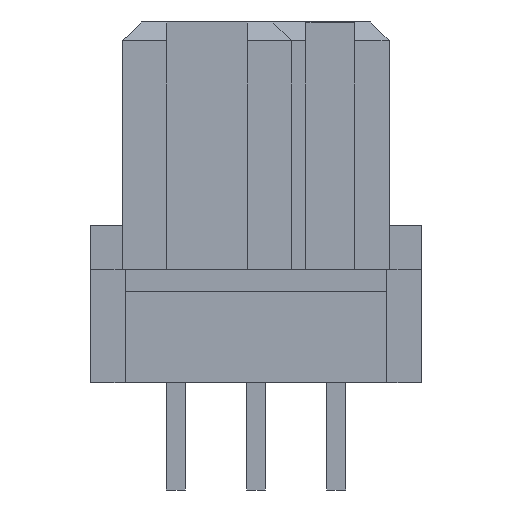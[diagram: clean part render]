
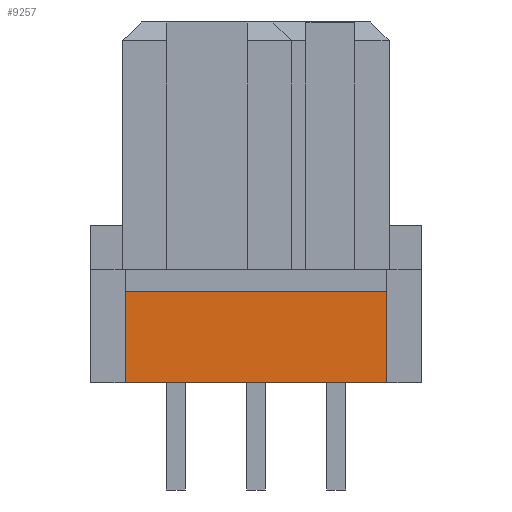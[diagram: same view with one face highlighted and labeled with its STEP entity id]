
A CAD part, front view. The second image highlights one B-rep face of the part: STEP entity #9257.
In plain terms, the highlighted planar face has unit normal (0, -1, 0).
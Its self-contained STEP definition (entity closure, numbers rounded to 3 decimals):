
#9099=CARTESIAN_POINT('',(-1.61,-30.93,2.9));
#9100=VERTEX_POINT('',#9099);
#9101=CARTESIAN_POINT('',(6.69,-30.93,2.9));
#9102=VERTEX_POINT('',#9101);
#9103=CARTESIAN_POINT('',(-1.61,-30.93,2.9));
#9104=DIRECTION('',(1.0,0.0,0.0));
#9105=VECTOR('',#9104,8.3);
#9106=LINE('',#9103,#9105);
#9107=EDGE_CURVE('',#9100,#9102,#9106,.T.);
#9147=CARTESIAN_POINT('',(6.69,-30.93,0.0));
#9148=VERTEX_POINT('',#9147);
#9149=CARTESIAN_POINT('',(-1.61,-30.93,0.0));
#9150=VERTEX_POINT('',#9149);
#9151=CARTESIAN_POINT('',(6.69,-30.93,0.0));
#9152=DIRECTION('',(-1.0,0.0,0.0));
#9153=VECTOR('',#9152,8.3);
#9154=LINE('',#9151,#9153);
#9155=EDGE_CURVE('',#9148,#9150,#9154,.T.);
#9202=CARTESIAN_POINT('',(-1.61,-30.93,2.9));
#9203=DIRECTION('',(0.0,0.0,-1.0));
#9204=VECTOR('',#9203,2.9);
#9205=LINE('',#9202,#9204);
#9206=EDGE_CURVE('',#9100,#9150,#9205,.T.);
#9234=CARTESIAN_POINT('',(6.69,-30.93,2.9));
#9235=DIRECTION('',(0.0,0.0,-1.0));
#9236=VECTOR('',#9235,2.9);
#9237=LINE('',#9234,#9236);
#9238=EDGE_CURVE('',#9102,#9148,#9237,.T.);
#9246=CARTESIAN_POINT('',(2.54,-30.93,1.45));
#9247=DIRECTION('',(0.0,1.0,0.0));
#9248=DIRECTION('',(0.0,0.0,1.0));
#9249=AXIS2_PLACEMENT_3D('',#9246,#9247,#9248);
#9250=PLANE('',#9249);
#9251=ORIENTED_EDGE('',*,*,#9206,.T.);
#9252=ORIENTED_EDGE('',*,*,#9155,.F.);
#9253=ORIENTED_EDGE('',*,*,#9238,.F.);
#9254=ORIENTED_EDGE('',*,*,#9107,.F.);
#9255=EDGE_LOOP('',(#9251,#9252,#9253,#9254));
#9256=FACE_OUTER_BOUND('',#9255,.T.);
#9257=ADVANCED_FACE('',(#9256),#9250,.F.);
